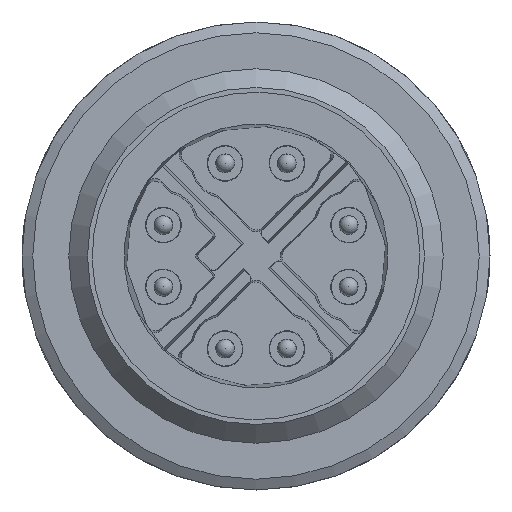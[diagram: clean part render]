
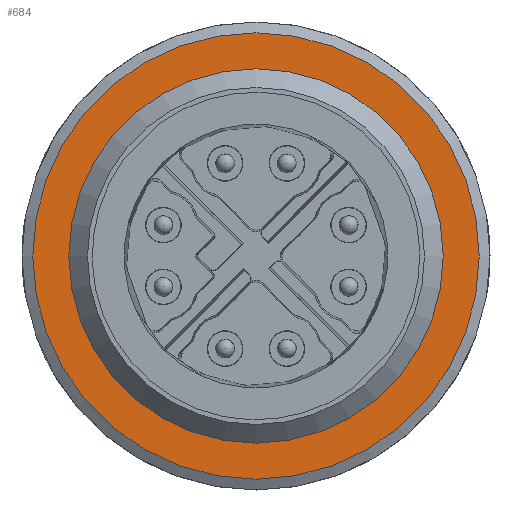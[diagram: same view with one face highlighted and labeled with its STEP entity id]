
A CAD part, front view. The second image highlights one B-rep face of the part: STEP entity #684.
In plain terms, the highlighted planar face has unit normal (0, -1, 0).
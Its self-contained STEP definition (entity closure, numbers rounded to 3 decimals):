
#684=ADVANCED_FACE('',(#1332,#1333),#836,.F.);
#836=PLANE('',#4262);
#1332=FACE_BOUND('',#1562,.T.);
#1333=FACE_BOUND('',#1563,.T.);
#1562=EDGE_LOOP('',(#2299));
#1563=EDGE_LOOP('',(#2300));
#2299=ORIENTED_EDGE('',*,*,#3542,.F.);
#2300=ORIENTED_EDGE('',*,*,#3541,.T.);
#3052=VERTEX_POINT('',#8739);
#3053=VERTEX_POINT('',#8742);
#3541=EDGE_CURVE('',#3052,#3052,#3939,.T.);
#3542=EDGE_CURVE('',#3053,#3053,#3940,.T.);
#3939=CIRCLE('',#4259,7.154);
#3940=CIRCLE('',#4261,6.);
#4259=AXIS2_PLACEMENT_3D('',#8738,#5053,#5054);
#4261=AXIS2_PLACEMENT_3D('',#8741,#5057,#5058);
#4262=AXIS2_PLACEMENT_3D('',#8743,#5059,#5060);
#5053=DIRECTION('',(0.,-1.,0.));
#5054=DIRECTION('',(0.866,0.,0.5));
#5057=DIRECTION('',(0.,-1.,0.));
#5058=DIRECTION('',(0.866,0.,0.5));
#5059=DIRECTION('',(0.,1.,0.));
#5060=DIRECTION('',(-0.866,0.,-0.5));
#8738=CARTESIAN_POINT('',(132.751,-47.35,0.));
#8739=CARTESIAN_POINT('',(138.946,-47.35,3.577));
#8741=CARTESIAN_POINT('',(132.751,-47.35,0.));
#8742=CARTESIAN_POINT('',(137.947,-47.35,3.));
#8743=CARTESIAN_POINT('',(129.174,-47.35,6.195));
